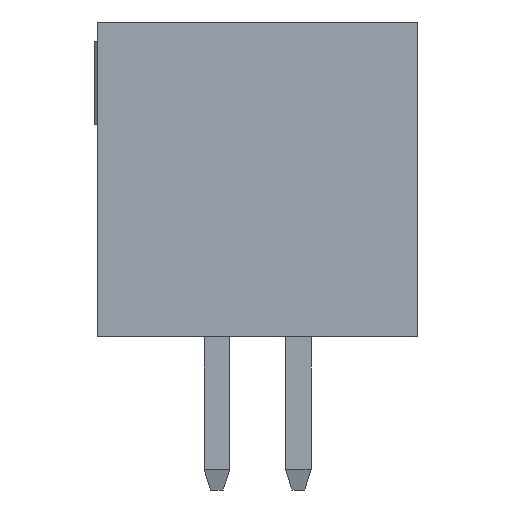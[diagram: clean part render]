
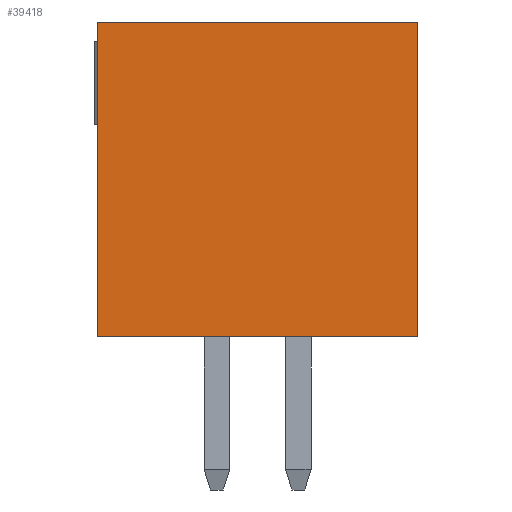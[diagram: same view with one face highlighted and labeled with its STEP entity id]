
A CAD part, front view. The second image highlights one B-rep face of the part: STEP entity #39418.
In plain terms, the highlighted face is planar.
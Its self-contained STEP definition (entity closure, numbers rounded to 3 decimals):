
#1631=ORIENTED_EDGE('',*,*,#9113,.F.);
#1632=ORIENTED_EDGE('',*,*,#9114,.F.);
#1633=ORIENTED_EDGE('',*,*,#9115,.T.);
#1634=ORIENTED_EDGE('',*,*,#9116,.T.);
#9113=EDGE_CURVE('',#12836,#12837,#15565,.T.);
#9114=EDGE_CURVE('',#12838,#12836,#15566,.T.);
#9115=EDGE_CURVE('',#12838,#12839,#15567,.T.);
#9116=EDGE_CURVE('',#12839,#12837,#15568,.T.);
#12836=VERTEX_POINT('',#51842);
#12837=VERTEX_POINT('',#51843);
#12838=VERTEX_POINT('',#51845);
#12839=VERTEX_POINT('',#51847);
#15565=LINE('',#51841,#19581);
#15566=LINE('',#51844,#19582);
#15567=LINE('',#51846,#19583);
#15568=LINE('',#51848,#19584);
#19581=VECTOR('',#44097,1000.);
#19582=VECTOR('',#44098,1000.);
#19583=VECTOR('',#44099,1000.);
#19584=VECTOR('',#44100,1000.);
#22864=EDGE_LOOP('',(#1631,#1632,#1633,#1634));
#24568=FACE_BOUND('',#22864,.T.);
#26272=PLANE('',#41068);
#39418=ADVANCED_FACE('',(#24568),#26272,.T.);
#41068=AXIS2_PLACEMENT_3D('',#51840,#44095,#44096);
#44095=DIRECTION('',(1.,0.,0.));
#44096=DIRECTION('',(0.,0.,-1.));
#44097=DIRECTION('',(0.,0.,-1.));
#44098=DIRECTION('',(0.,1.,0.));
#44099=DIRECTION('',(0.,0.,-1.));
#44100=DIRECTION('',(0.,1.,0.));
#51840=CARTESIAN_POINT('',(22.225,-2.5,2.45));
#51841=CARTESIAN_POINT('',(22.225,2.5,2.45));
#51842=CARTESIAN_POINT('',(22.225,2.5,2.45));
#51843=CARTESIAN_POINT('',(22.225,2.5,-2.45));
#51844=CARTESIAN_POINT('',(22.225,-2.5,2.45));
#51845=CARTESIAN_POINT('',(22.225,-2.5,2.45));
#51846=CARTESIAN_POINT('',(22.225,-2.5,2.45));
#51847=CARTESIAN_POINT('',(22.225,-2.5,-2.45));
#51848=CARTESIAN_POINT('',(22.225,-2.5,-2.45));
